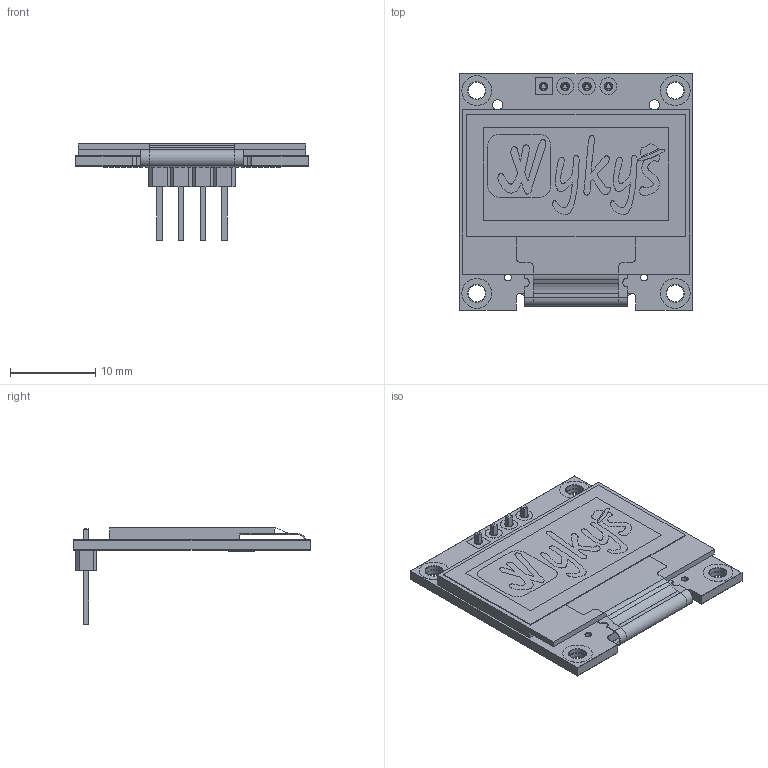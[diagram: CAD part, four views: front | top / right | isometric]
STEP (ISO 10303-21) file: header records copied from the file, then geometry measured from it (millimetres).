
FILE_DESCRIPTION(/* description */ (''),/* implementation_level */ '2;1');
FILE_NAME(/* name */ '5f9014c4b5f4f51643bfe9a0',/* time_stamp */ '2020-10-21T11:00:23+00:00',/* author */ (''),/* organization */ (''),/* preprocessor_version */ 'ST-DEVELOPER v16.7',/* originating_system */ $,/* authorisation */ $);
FILE_SCHEMA (('AUTOMOTIVE_DESIGN {1 0 10303 214 3 1 1}'));
Length unit declared in the file: metre
Products named in the file (11): CONNECTOR; CORE; MASK; WYKYS; TAPE; CABLE; PINS; PIN STRIP SPACER; FRAME; DISPLAY; VIAS
Bounding box: 27.3 x 27.8 x 11.5 mm (x, y, z)
Volume: 1709.9 mm3; surface area: 8049.1 mm2
Topology: 11 solids, 11 shells, 1394 faces, 3667 edges, 2222 vertices
Faces by surface type: plane 532, cylinder 400, bspline 342, sphere 120
Full cylindrical faces by diameter (mm): 0.8 x8, 0.9 x4, 1 x20, 1.2 x6, 2 x10, 2.1 x20, 3.5 x8
Entity records: 43369 total; most frequent: CARTESIAN_POINT 11500, ORIENTED_EDGE 6890, DIRECTION 5749, EDGE_CURVE 3445, VERTEX_POINT 2196, AXIS2_PLACEMENT_3D 1925, LINE 1899, VECTOR 1899
